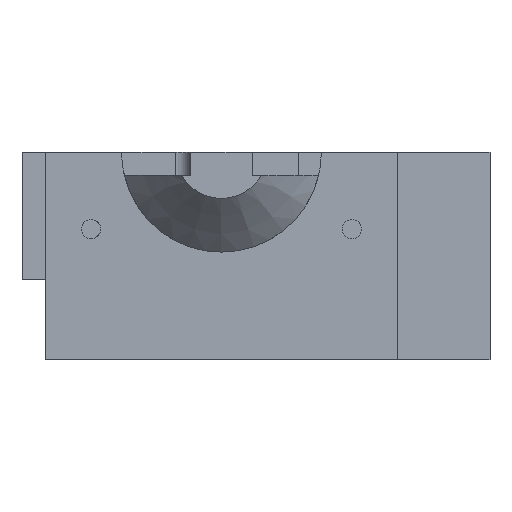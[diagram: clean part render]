
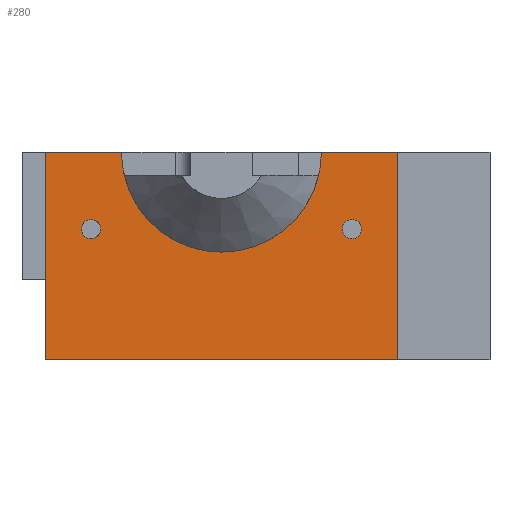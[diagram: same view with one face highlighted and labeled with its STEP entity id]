
A CAD part, front view. The second image highlights one B-rep face of the part: STEP entity #280.
In plain terms, the highlighted planar face has unit normal (0, -1, 0).
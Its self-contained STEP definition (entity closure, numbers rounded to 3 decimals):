
#42 = VERTEX_POINT('',#43);
#43 = CARTESIAN_POINT('',(13.,0.,0.));
#49 = EDGE_CURVE('',#50,#42,#52,.T.);
#50 = VERTEX_POINT('',#51);
#51 = CARTESIAN_POINT('',(-13.,0.,0.));
#52 = CIRCLE('',#53,13.);
#53 = AXIS2_PLACEMENT_3D('',#54,#55,#56);
#54 = CARTESIAN_POINT('',(0.,0.,0.));
#55 = DIRECTION('',(0.,-1.,0.));
#56 = DIRECTION('',(1.,0.,0.));
#280 = ADVANCED_FACE('',(#281,#322,#333),#344,.F.);
#281 = FACE_BOUND('',#282,.F.);
#282 = EDGE_LOOP('',(#283,#291,#299,#307,#315,#321));
#283 = ORIENTED_EDGE('',*,*,#284,.F.);
#284 = EDGE_CURVE('',#285,#42,#287,.T.);
#285 = VERTEX_POINT('',#286);
#286 = CARTESIAN_POINT('',(23.,0.,0.));
#287 = LINE('',#288,#289);
#288 = CARTESIAN_POINT('',(35.,0.,0.));
#289 = VECTOR('',#290,1.);
#290 = DIRECTION('',(-1.,0.,0.));
#291 = ORIENTED_EDGE('',*,*,#292,.F.);
#292 = EDGE_CURVE('',#293,#285,#295,.T.);
#293 = VERTEX_POINT('',#294);
#294 = CARTESIAN_POINT('',(23.,0.,-27.));
#295 = LINE('',#296,#297);
#296 = CARTESIAN_POINT('',(23.,0.,117.068));
#297 = VECTOR('',#298,1.);
#298 = DIRECTION('',(0.,0.,1.));
#299 = ORIENTED_EDGE('',*,*,#300,.T.);
#300 = EDGE_CURVE('',#293,#301,#303,.T.);
#301 = VERTEX_POINT('',#302);
#302 = CARTESIAN_POINT('',(-23.,0.,-27.));
#303 = LINE('',#304,#305);
#304 = CARTESIAN_POINT('',(35.,0.,-27.));
#305 = VECTOR('',#306,1.);
#306 = DIRECTION('',(-1.,0.,0.));
#307 = ORIENTED_EDGE('',*,*,#308,.T.);
#308 = EDGE_CURVE('',#301,#309,#311,.T.);
#309 = VERTEX_POINT('',#310);
#310 = CARTESIAN_POINT('',(-23.,0.,0.));
#311 = LINE('',#312,#313);
#312 = CARTESIAN_POINT('',(-23.,0.,117.068));
#313 = VECTOR('',#314,1.);
#314 = DIRECTION('',(0.,0.,1.));
#315 = ORIENTED_EDGE('',*,*,#316,.F.);
#316 = EDGE_CURVE('',#50,#309,#317,.T.);
#317 = LINE('',#318,#319);
#318 = CARTESIAN_POINT('',(35.,0.,0.));
#319 = VECTOR('',#320,1.);
#320 = DIRECTION('',(-1.,0.,0.));
#321 = ORIENTED_EDGE('',*,*,#49,.T.);
#322 = FACE_BOUND('',#323,.F.);
#323 = EDGE_LOOP('',(#324));
#324 = ORIENTED_EDGE('',*,*,#325,.T.);
#325 = EDGE_CURVE('',#326,#326,#328,.T.);
#326 = VERTEX_POINT('',#327);
#327 = CARTESIAN_POINT('',(18.25,0.,-10.));
#328 = CIRCLE('',#329,1.25);
#329 = AXIS2_PLACEMENT_3D('',#330,#331,#332);
#330 = CARTESIAN_POINT('',(17.,0.,-10.));
#331 = DIRECTION('',(0.,-1.,0.));
#332 = DIRECTION('',(1.,0.,0.));
#333 = FACE_BOUND('',#334,.F.);
#334 = EDGE_LOOP('',(#335));
#335 = ORIENTED_EDGE('',*,*,#336,.T.);
#336 = EDGE_CURVE('',#337,#337,#339,.T.);
#337 = VERTEX_POINT('',#338);
#338 = CARTESIAN_POINT('',(-15.75,0.,-10.));
#339 = CIRCLE('',#340,1.25);
#340 = AXIS2_PLACEMENT_3D('',#341,#342,#343);
#341 = CARTESIAN_POINT('',(-17.,0.,-10.));
#342 = DIRECTION('',(0.,-1.,0.));
#343 = DIRECTION('',(1.,0.,0.));
#344 = PLANE('',#345);
#345 = AXIS2_PLACEMENT_3D('',#346,#347,#348);
#346 = CARTESIAN_POINT('',(35.,0.,0.));
#347 = DIRECTION('',(0.,1.,0.));
#348 = DIRECTION('',(-1.,0.,0.));
